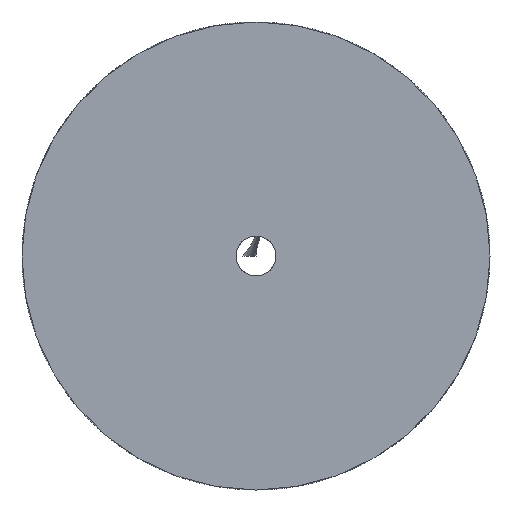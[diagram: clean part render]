
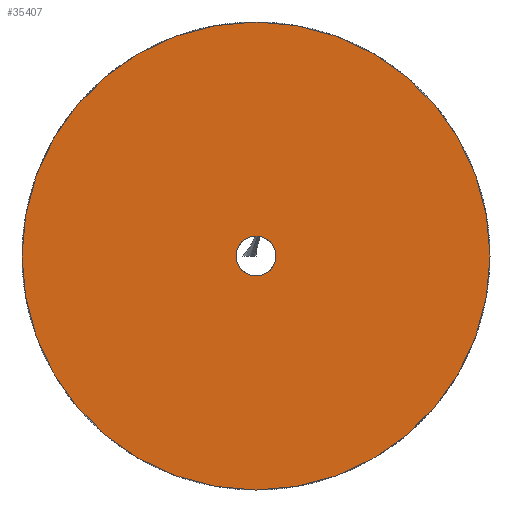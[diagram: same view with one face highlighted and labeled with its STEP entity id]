
A CAD part, front view. The second image highlights one B-rep face of the part: STEP entity #35407.
In plain terms, the highlighted planar face has unit normal (0, -1, 0).
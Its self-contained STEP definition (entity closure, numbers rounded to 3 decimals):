
#401=FACE_BOUND('',#4677,.T.);
#404=CIRCLE('',#35604,2.);
#588=CIRCLE('',#37590,23.5);
#2519=FACE_OUTER_BOUND('',#4676,.T.);
#4676=EDGE_LOOP('',(#31331));
#4677=EDGE_LOOP('',(#31332));
#14025=VERTEX_POINT('',#46876);
#16909=VERTEX_POINT('',#56097);
#17229=EDGE_CURVE('',#14025,#14025,#404,.T.);
#21734=EDGE_CURVE('',#16909,#16909,#588,.T.);
#31331=ORIENTED_EDGE('',*,*,#21734,.T.);
#31332=ORIENTED_EDGE('',*,*,#17229,.T.);
#33517=PLANE('',#37591);
#35407=ADVANCED_FACE('',(#2519,#401),#33517,.T.);
#35604=AXIS2_PLACEMENT_3D('',#46878,#38024,#38025);
#37590=AXIS2_PLACEMENT_3D('',#56098,#46316,#46317);
#37591=AXIS2_PLACEMENT_3D('',#56100,#46319,#46320);
#38024=DIRECTION('center_axis',(0.,1.,0.));
#38025=DIRECTION('ref_axis',(1.,0.,0.));
#46316=DIRECTION('center_axis',(0.,-1.,0.));
#46317=DIRECTION('ref_axis',(1.,0.,0.));
#46319=DIRECTION('center_axis',(0.,-1.,0.));
#46320=DIRECTION('ref_axis',(0.,0.,-1.));
#46876=CARTESIAN_POINT('',(-2.,0.,0.));
#46878=CARTESIAN_POINT('Origin',(0.,0.,0.));
#56097=CARTESIAN_POINT('',(0.,0.,23.5));
#56098=CARTESIAN_POINT('Origin',(0.,0.,0.));
#56100=CARTESIAN_POINT('Origin',(0.,0.,0.));
